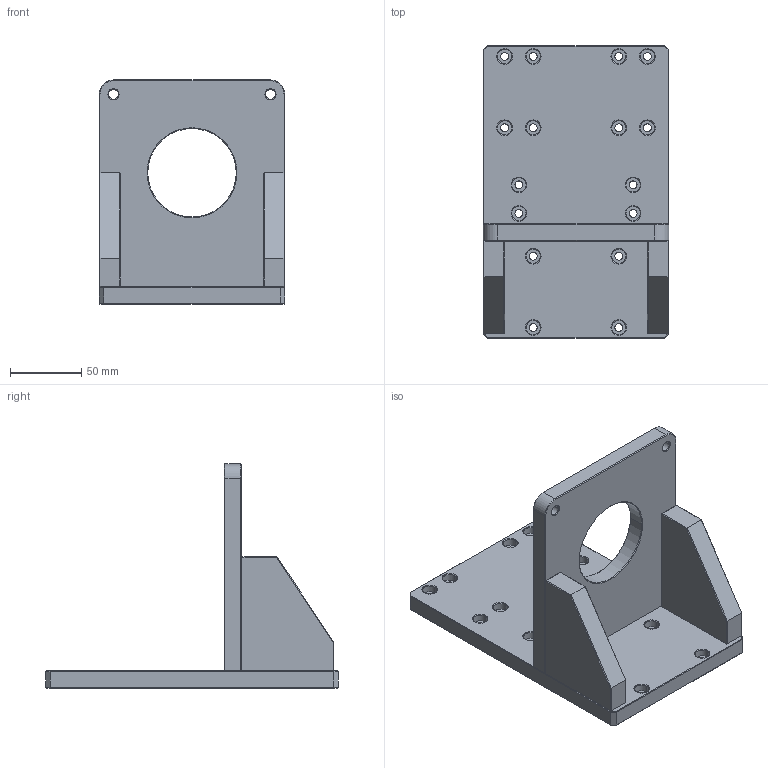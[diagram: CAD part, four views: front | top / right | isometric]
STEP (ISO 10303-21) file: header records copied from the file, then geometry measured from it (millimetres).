
FILE_DESCRIPTION (( 'STEP AP203' ), '1' );
FILE_NAME ('PDG130-6.STEP', '2024-02-15T05:20:21', ( '' ), ( '' ), 'SwSTEP 2.0', 'SolidWorks 2020', '' );
FILE_SCHEMA (( 'CONFIG_CONTROL_DESIGN' ));
Length unit declared in the file: millimetre
Products named in the file (1): PDG130-6
Bounding box: 130 x 205 x 157 mm (x, y, z)
Volume: 611088.7 mm3; surface area: 141490.6 mm2
Topology: 15 solids, 15 shells, 653 faces, 1422 edges, 847 vertices
Faces by surface type: plane 247, cylinder 208, cone 176, torus 22
Entity records: 17713 total; most frequent: DIRECTION 3322, CARTESIAN_POINT 2901, ORIENTED_EDGE 2800, EDGE_CURVE 1400, AXIS2_PLACEMENT_3D 1268, VERTEX_POINT 847, EDGE_LOOP 787, LINE 786
